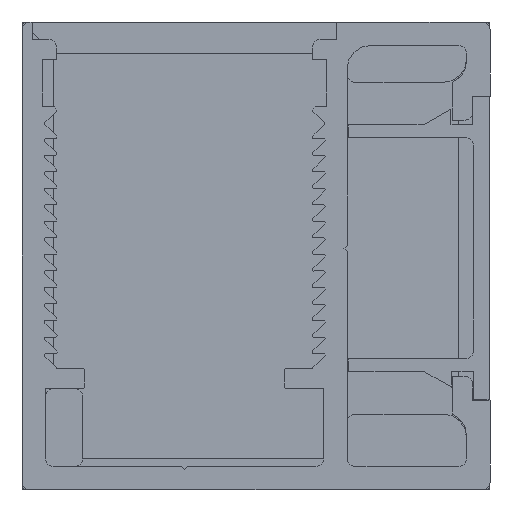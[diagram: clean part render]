
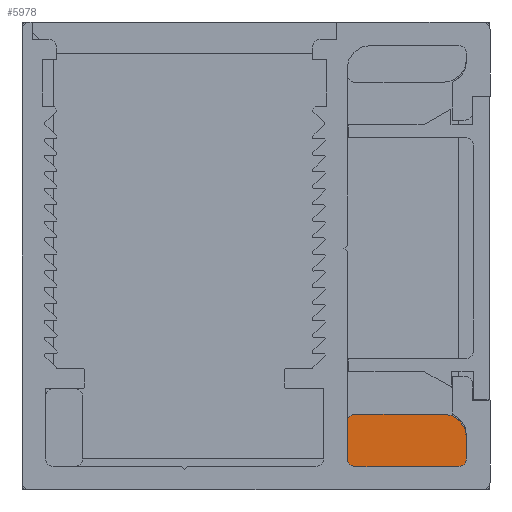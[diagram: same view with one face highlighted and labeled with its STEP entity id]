
A CAD part, front view. The second image highlights one B-rep face of the part: STEP entity #5978.
In plain terms, the highlighted planar face has unit normal (0, -1, 0).
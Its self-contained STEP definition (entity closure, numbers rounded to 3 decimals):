
#295 = CARTESIAN_POINT ( 'NONE',  ( -8.37, -13., 13.5 ) ) ;
#338 = DIRECTION ( 'NONE',  ( 0., 0., 1. ) ) ;
#339 = CARTESIAN_POINT ( 'NONE',  ( -15.53, -13., 11.63 ) ) ;
#340 = DIRECTION ( 'NONE',  ( 0., 0., 1. ) ) ;
#561 = EDGE_CURVE ( 'NONE', #8113, #4272, #1138, .T. ) ;
#709 = CARTESIAN_POINT ( 'NONE',  ( -8.37, -13., 10.63 ) ) ;
#820 = LINE ( 'NONE', #5257, #1219 ) ;
#904 = DIRECTION ( 'NONE',  ( 1., 0., 0. ) ) ;
#940 = ORIENTED_EDGE ( 'NONE', *, *, #999, .T. ) ;
#999 = EDGE_CURVE ( 'NONE', #5227, #3690, #6784, .T. ) ;
#1023 = CARTESIAN_POINT ( 'NONE',  ( -7.87, -13., 14. ) ) ;
#1067 = VECTOR ( 'NONE', #4679, 1000. ) ;
#1138 = CIRCLE ( 'NONE', #2415, 0.5 ) ;
#1193 = CIRCLE ( 'NONE', #2470, 0.5 ) ;
#1216 = EDGE_CURVE ( 'NONE', #6799, #9390, #8960, .T. ) ;
#1219 = VECTOR ( 'NONE', #9034, 1000. ) ;
#1229 = VERTEX_POINT ( 'NONE', #7406 ) ;
#1305 = ORIENTED_EDGE ( 'NONE', *, *, #8782, .T. ) ;
#1440 = CARTESIAN_POINT ( 'NONE',  ( -15.53, -13., 10.13 ) ) ;
#1511 = DIRECTION ( 'NONE',  ( 0., -1., 0. ) ) ;
#1815 = ORIENTED_EDGE ( 'NONE', *, *, #561, .T. ) ;
#1901 = CARTESIAN_POINT ( 'NONE',  ( -15.03, -13., 13.5 ) ) ;
#2113 = CARTESIAN_POINT ( 'NONE',  ( -7.87, -13., 13.5 ) ) ;
#2222 = AXIS2_PLACEMENT_3D ( 'NONE', #709, #1511, #8190 ) ;
#2293 = DIRECTION ( 'NONE',  ( 0., 0., 1. ) ) ;
#2400 = CARTESIAN_POINT ( 'NONE',  ( -8.37, -13., 14. ) ) ;
#2415 = AXIS2_PLACEMENT_3D ( 'NONE', #295, #5606, #340 ) ;
#2470 = AXIS2_PLACEMENT_3D ( 'NONE', #1901, #3376, #4861 ) ;
#2656 = ORIENTED_EDGE ( 'NONE', *, *, #6634, .T. ) ;
#3064 = CARTESIAN_POINT ( 'NONE',  ( -15.03, -13., 14. ) ) ;
#3188 = LINE ( 'NONE', #7706, #4218 ) ;
#3376 = DIRECTION ( 'NONE',  ( 0., -1., 0. ) ) ;
#3690 = VERTEX_POINT ( 'NONE', #8092 ) ;
#3774 = DIRECTION ( 'NONE',  ( 0., 1., 0. ) ) ;
#4218 = VECTOR ( 'NONE', #904, 1000. ) ;
#4272 = VERTEX_POINT ( 'NONE', #2400 ) ;
#4422 = AXIS2_PLACEMENT_3D ( 'NONE', #7116, #6297, #9319 ) ;
#4448 = LINE ( 'NONE', #1440, #1067 ) ;
#4679 = DIRECTION ( 'NONE',  ( 0., 0., -1. ) ) ;
#4861 = DIRECTION ( 'NONE',  ( 0., 0., 1. ) ) ;
#5122 = ORIENTED_EDGE ( 'NONE', *, *, #1216, .T. ) ;
#5227 = VERTEX_POINT ( 'NONE', #339 ) ;
#5257 = CARTESIAN_POINT ( 'NONE',  ( -15.53, -13., 14. ) ) ;
#5606 = DIRECTION ( 'NONE',  ( 0., -1., 0. ) ) ;
#5978 = ADVANCED_FACE ( 'NONE', ( #6175 ), #6910, .F. ) ;
#6070 = VECTOR ( 'NONE', #338, 1000. ) ;
#6175 = FACE_OUTER_BOUND ( 'NONE', #9463, .T. ) ;
#6251 = CARTESIAN_POINT ( 'NONE',  ( -8.37, -13., 10.13 ) ) ;
#6297 = DIRECTION ( 'NONE',  ( 0., -1., 0. ) ) ;
#6634 = EDGE_CURVE ( 'NONE', #1229, #5227, #4448, .T. ) ;
#6784 = CIRCLE ( 'NONE', #4422, 1.5 ) ;
#6799 = VERTEX_POINT ( 'NONE', #6251 ) ;
#6823 = ORIENTED_EDGE ( 'NONE', *, *, #7016, .T. ) ;
#6910 = PLANE ( 'NONE',  #8737 ) ;
#7016 = EDGE_CURVE ( 'NONE', #4272, #8237, #820, .T. ) ;
#7034 = LINE ( 'NONE', #1023, #6070 ) ;
#7116 = CARTESIAN_POINT ( 'NONE',  ( -14.03, -13., 11.63 ) ) ;
#7173 = EDGE_CURVE ( 'NONE', #8237, #1229, #1193, .T. ) ;
#7406 = CARTESIAN_POINT ( 'NONE',  ( -15.53, -13., 13.5 ) ) ;
#7552 = CARTESIAN_POINT ( 'NONE',  ( 0., -13., 0. ) ) ;
#7706 = CARTESIAN_POINT ( 'NONE',  ( -7.87, -13., 10.13 ) ) ;
#8092 = CARTESIAN_POINT ( 'NONE',  ( -14.03, -13., 10.13 ) ) ;
#8113 = VERTEX_POINT ( 'NONE', #2113 ) ;
#8190 = DIRECTION ( 'NONE',  ( 0., 0., 1. ) ) ;
#8237 = VERTEX_POINT ( 'NONE', #3064 ) ;
#8580 = ORIENTED_EDGE ( 'NONE', *, *, #7173, .T. ) ;
#8649 = CARTESIAN_POINT ( 'NONE',  ( -7.87, -13., 10.63 ) ) ;
#8686 = ORIENTED_EDGE ( 'NONE', *, *, #9632, .T. ) ;
#8737 = AXIS2_PLACEMENT_3D ( 'NONE', #7552, #3774, #2293 ) ;
#8782 = EDGE_CURVE ( 'NONE', #3690, #6799, #3188, .T. ) ;
#8960 = CIRCLE ( 'NONE', #2222, 0.5 ) ;
#9034 = DIRECTION ( 'NONE',  ( -1., 0., 0. ) ) ;
#9319 = DIRECTION ( 'NONE',  ( 0., 0., 1. ) ) ;
#9390 = VERTEX_POINT ( 'NONE', #8649 ) ;
#9463 = EDGE_LOOP ( 'NONE', ( #2656, #940, #1305, #5122, #8686, #1815, #6823, #8580 ) ) ;
#9632 = EDGE_CURVE ( 'NONE', #9390, #8113, #7034, .T. ) ;
